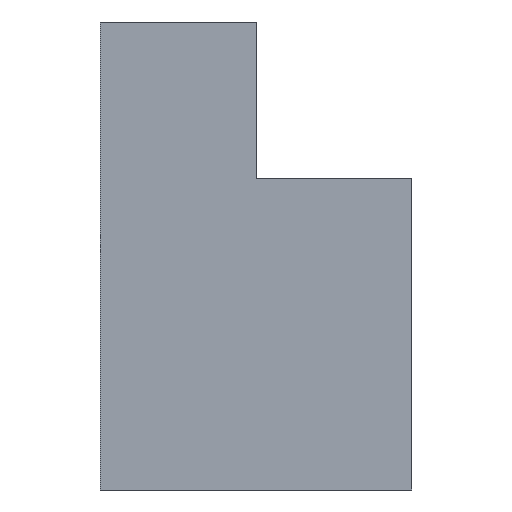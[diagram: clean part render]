
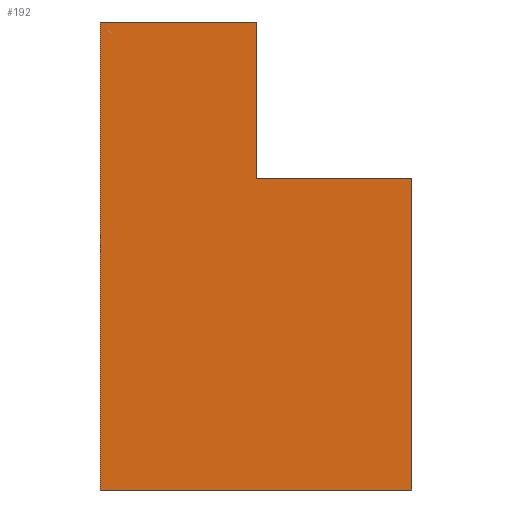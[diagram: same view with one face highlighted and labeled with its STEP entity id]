
A CAD part, front view. The second image highlights one B-rep face of the part: STEP entity #192.
In plain terms, the highlighted planar face has unit normal (0, -1, 0).
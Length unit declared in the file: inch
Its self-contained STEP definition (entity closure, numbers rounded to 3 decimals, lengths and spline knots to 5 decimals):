
#21=FACE_OUTER_BOUND($,#31,.T.);
#31=EDGE_LOOP($,(#156,#157,#158,#159,#160,#161));
#39=LINE($,#268,#62);
#40=LINE($,#271,#63);
#44=LINE($,#279,#67);
#47=LINE($,#285,#70);
#50=LINE($,#291,#73);
#53=LINE($,#296,#76);
#62=VECTOR($,#219,0.75);
#63=VECTOR($,#222,0.75);
#67=VECTOR($,#230,2.25);
#70=VECTOR($,#235,1.5);
#73=VECTOR($,#240,1.5);
#76=VECTOR($,#245,0.75);
#83=VERTEX_POINT($,#263);
#84=VERTEX_POINT($,#266);
#85=VERTEX_POINT($,#270);
#87=VERTEX_POINT($,#278);
#89=VERTEX_POINT($,#284);
#91=VERTEX_POINT($,#290);
#100=EDGE_CURVE($,#83,#84,#39,.T.);
#101=EDGE_CURVE($,#85,#84,#40,.T.);
#105=EDGE_CURVE($,#85,#87,#44,.T.);
#108=EDGE_CURVE($,#87,#89,#47,.T.);
#111=EDGE_CURVE($,#89,#91,#50,.T.);
#114=EDGE_CURVE($,#91,#83,#53,.T.);
#156=ORIENTED_EDGE($,*,*,#114,.T.);
#157=ORIENTED_EDGE($,*,*,#100,.T.);
#158=ORIENTED_EDGE($,*,*,#101,.F.);
#159=ORIENTED_EDGE($,*,*,#105,.T.);
#160=ORIENTED_EDGE($,*,*,#108,.T.);
#161=ORIENTED_EDGE($,*,*,#111,.T.);
#171=PLANE($,#205);
#192=ADVANCED_FACE($,(#21),#171,.F.);
#205=AXIS2_PLACEMENT_3D($,#299,#249,#250);
#219=DIRECTION($,(0.,0.,1.));
#222=DIRECTION($,(1.,0.,0.));
#230=DIRECTION($,(0.,0.,-1.));
#235=DIRECTION($,(1.,0.,0.));
#240=DIRECTION($,(0.,0.,1.));
#245=DIRECTION($,(-1.,0.,0.));
#249=DIRECTION('center_axis',(0.,1.,0.));
#250=DIRECTION('ref_axis',(0.,0.,1.));
#263=CARTESIAN_POINT('',(-0.19293,0.,0.40852));
#266=CARTESIAN_POINT('',(-0.19293,0.,1.15852));
#268=CARTESIAN_POINT($,(-0.19293,0.,0.40852));
#270=CARTESIAN_POINT('',(-0.94293,0.,1.15852));
#271=CARTESIAN_POINT($,(-0.94293,0.,1.15852));
#278=CARTESIAN_POINT('',(-0.94293,0.,-1.09148));
#279=CARTESIAN_POINT($,(-0.94293,0.,0.40852));
#284=CARTESIAN_POINT('',(0.55707,0.,-1.09148));
#285=CARTESIAN_POINT($,(-0.94293,0.,-1.09148));
#290=CARTESIAN_POINT('',(0.55707,0.,0.40852));
#291=CARTESIAN_POINT($,(0.55707,0.,-1.09148));
#296=CARTESIAN_POINT($,(0.55707,0.,0.40852));
#299=CARTESIAN_POINT('Origin',(-0.19293,0.,-0.34148));
